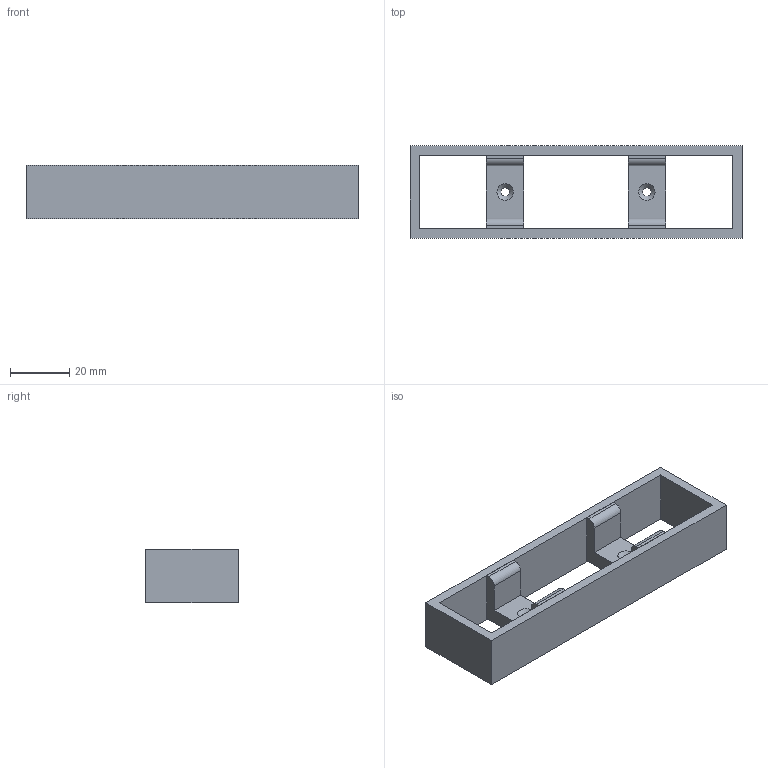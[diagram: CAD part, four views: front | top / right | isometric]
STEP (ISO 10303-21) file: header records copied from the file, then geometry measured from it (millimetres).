
FILE_DESCRIPTION(/* description */ (''),/* implementation_level */ '2;1');
FILE_NAME(/* name */ 'Battery Housing.step',/* time_stamp */ '2023-03-12T19:35:11-04:00',/* author */ (''),/* organization */ (''),/* preprocessor_version */ 'ST-DEVELOPER v19.2',/* originating_system */ 'Autodesk Translation Framework v11.17.0.187',/* authorisation */ '');
FILE_SCHEMA (('AUTOMOTIVE_DESIGN { 1 0 10303 214 3 1 1 }'));
Length unit declared in the file: inch
Products named in the file (2): Battery Housing; Battery Cradle
Assembly tree (2 placements, depth 2):
  Battery Housing
    Battery Cradle  x2
Bounding box: 112.45 x 31.34 x 18.29 mm (x, y, z)
Volume: 21353.5 mm3; surface area: 15481.9 mm2
Topology: 3 solids, 3 shells, 38 faces, 94 edges, 62 vertices
Faces by surface type: plane 30, cylinder 6, cone 2
Full cylindrical faces by diameter (mm): 2.9 x2
Entity records: 781 total; most frequent: CARTESIAN_POINT 126, DIRECTION 122, ORIENTED_EDGE 118, EDGE_CURVE 59, LINE 52, VECTOR 52, VERTEX_POINT 39, AXIS2_PLACEMENT_3D 35
